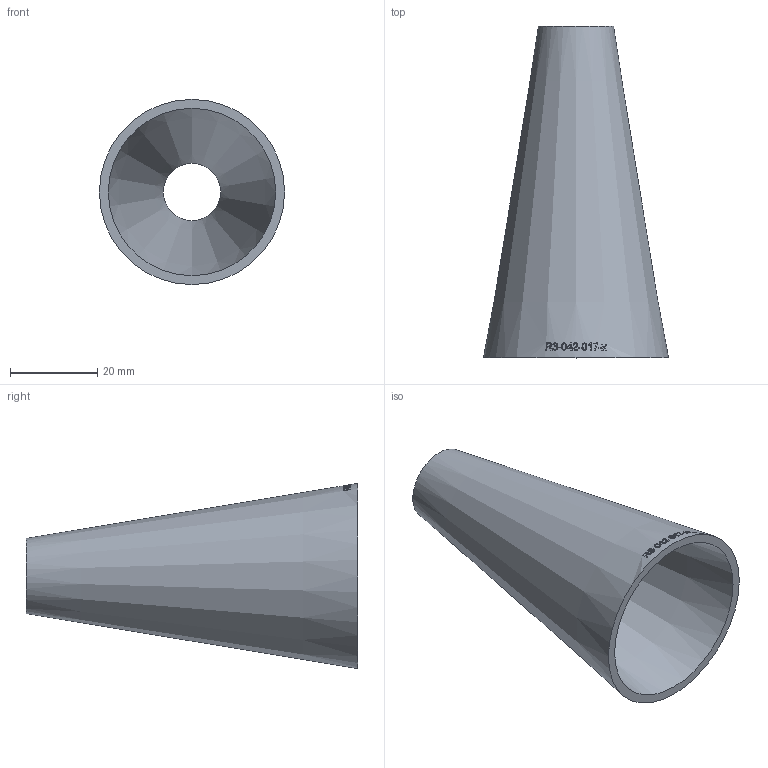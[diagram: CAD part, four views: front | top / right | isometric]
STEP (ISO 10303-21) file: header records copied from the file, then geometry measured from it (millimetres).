
FILE_DESCRIPTION (( 'STEP AP214' ), '1' );
FILE_NAME ('R3-042-017-x Reduzierung L=3(D-d) 2007.STEP', '2020-07-27T13:42:16', ( '' ), ( '' ), 'SwSTEP 2.0', 'SolidWorks 2019', '' );
FILE_SCHEMA (( 'AUTOMOTIVE_DESIGN' ));
Length unit declared in the file: millimetre
Products named in the file (1): R3-042-017-x Reduzierung L=3(D-d) 2007
Bounding box: 42.4 x 76 x 42.4 mm (x, y, z)
Volume: 13442.8 mm3; surface area: 13799.4 mm2
Topology: 1 solids, 1 shells, 145 faces, 381 edges, 254 vertices
Faces by surface type: bspline 125, cone 18, plane 2
Entity records: 12551 total; most frequent: CARTESIAN_POINT 8541, ORIENTED_EDGE 758, EDGE_CURVE 379, B_SPLINE_CURVE_WITH_KNOTS 375, VERTEX_POINT 254, EDGE_LOOP 165, ADVANCED_FACE 145, FACE_OUTER_BOUND 145
